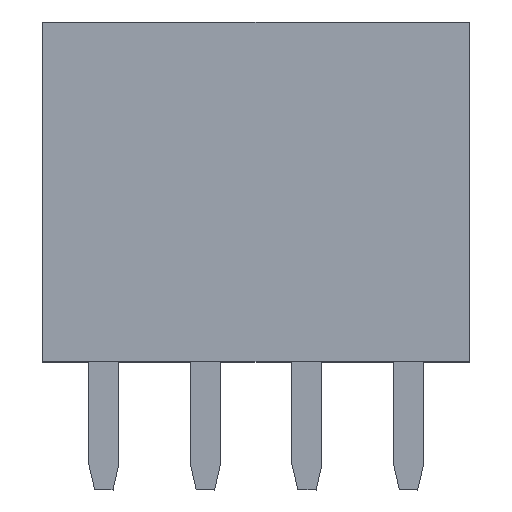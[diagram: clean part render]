
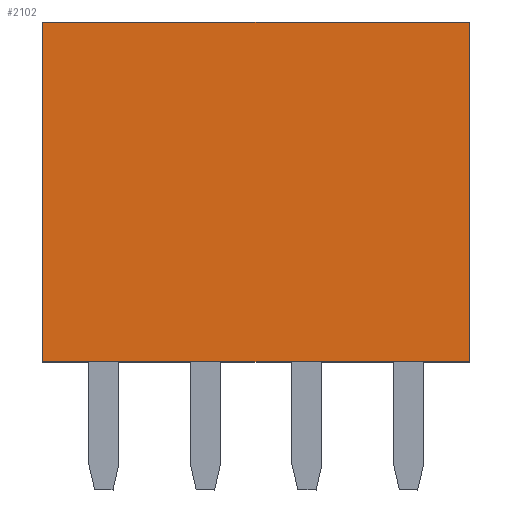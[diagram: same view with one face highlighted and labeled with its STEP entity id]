
A CAD part, top view. The second image highlights one B-rep face of the part: STEP entity #2102.
In plain terms, the highlighted planar face has unit normal (0, 0, 1).
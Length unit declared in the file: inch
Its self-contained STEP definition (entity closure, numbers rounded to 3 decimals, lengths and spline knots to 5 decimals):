
#155 = CARTESIAN_POINT ( 'NONE',  ( -0.5, 0., 0. ) ) ;
#583 = VECTOR ( 'NONE', #2612, 39.37008 ) ;
#698 = EDGE_CURVE ( 'NONE', #4050, #3228, #4959, .T. ) ;
#900 = ORIENTED_EDGE ( 'NONE', *, *, #698, .T. ) ;
#996 = EDGE_CURVE ( 'NONE', #4899, #3535, #6104, .T. ) ;
#1211 = FACE_OUTER_BOUND ( 'NONE', #2967, .T. ) ;
#1536 = DIRECTION ( 'NONE',  ( 1., 0., 0. ) ) ;
#1630 = DIRECTION ( 'NONE',  ( 0., 0., 1. ) ) ;
#1646 = CARTESIAN_POINT ( 'NONE',  ( -0.5, 0., 0. ) ) ;
#1678 = PLANE ( 'NONE',  #6771 ) ;
#1797 = VECTOR ( 'NONE', #3568, 39.37008 ) ;
#2102 = ADVANCED_FACE ( 'NONE', ( #1211 ), #1678, .T. ) ;
#2118 = EDGE_CURVE ( 'NONE', #4899, #4050, #5822, .T. ) ;
#2269 = LINE ( 'NONE', #155, #4473 ) ;
#2315 = CARTESIAN_POINT ( 'NONE',  ( 0., 0.33465, 0. ) ) ;
#2612 = DIRECTION ( 'NONE',  ( 0., -1., 0. ) ) ;
#2967 = EDGE_LOOP ( 'NONE', ( #4394, #5849, #900, #4499 ) ) ;
#3029 = CARTESIAN_POINT ( 'NONE',  ( 0.41969, 0., 0. ) ) ;
#3228 = VERTEX_POINT ( 'NONE', #4260 ) ;
#3338 = EDGE_CURVE ( 'NONE', #3228, #3535, #2269, .T. ) ;
#3535 = VERTEX_POINT ( 'NONE', #5877 ) ;
#3568 = DIRECTION ( 'NONE',  ( -1., 0., 0. ) ) ;
#3652 = VECTOR ( 'NONE', #5071, 39.37008 ) ;
#4050 = VERTEX_POINT ( 'NONE', #2315 ) ;
#4079 = CARTESIAN_POINT ( 'NONE',  ( 0.41969, 0.33465, 0. ) ) ;
#4260 = CARTESIAN_POINT ( 'NONE',  ( 0., 0., 0. ) ) ;
#4394 = ORIENTED_EDGE ( 'NONE', *, *, #996, .F. ) ;
#4473 = VECTOR ( 'NONE', #4700, 39.37008 ) ;
#4499 = ORIENTED_EDGE ( 'NONE', *, *, #3338, .T. ) ;
#4700 = DIRECTION ( 'NONE',  ( 1., 0., 0. ) ) ;
#4788 = CARTESIAN_POINT ( 'NONE',  ( -0.5, 0.33465, 0. ) ) ;
#4899 = VERTEX_POINT ( 'NONE', #4079 ) ;
#4959 = LINE ( 'NONE', #5210, #3652 ) ;
#5071 = DIRECTION ( 'NONE',  ( 0., -1., 0. ) ) ;
#5210 = CARTESIAN_POINT ( 'NONE',  ( 0., 0.01969, 0. ) ) ;
#5822 = LINE ( 'NONE', #4788, #1797 ) ;
#5849 = ORIENTED_EDGE ( 'NONE', *, *, #2118, .T. ) ;
#5877 = CARTESIAN_POINT ( 'NONE',  ( 0.41969, 0., 0. ) ) ;
#6104 = LINE ( 'NONE', #3029, #583 ) ;
#6771 = AXIS2_PLACEMENT_3D ( 'NONE', #1646, #1630, #1536 ) ;
